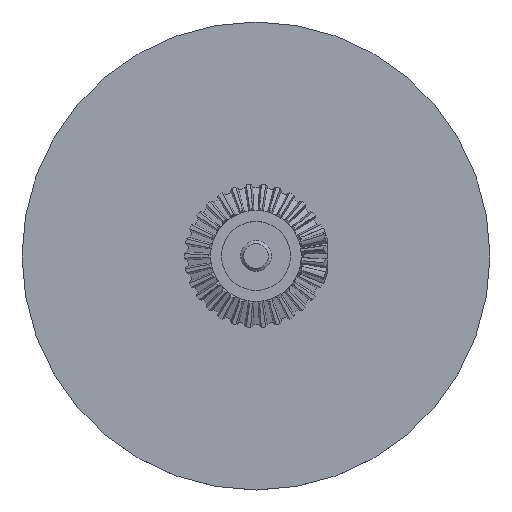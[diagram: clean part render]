
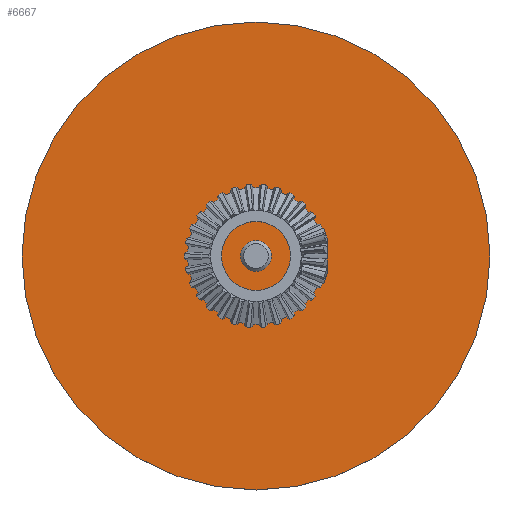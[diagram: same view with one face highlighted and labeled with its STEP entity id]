
A CAD part, top view. The second image highlights one B-rep face of the part: STEP entity #6667.
In plain terms, the highlighted planar face has unit normal (0, 0, 1).
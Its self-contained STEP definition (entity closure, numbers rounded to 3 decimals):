
#1237=FACE_BOUND('',#1972,.T.);
#1240=PLANE('',#7038);
#1556=FACE_OUTER_BOUND('',#1971,.T.);
#1971=EDGE_LOOP('',(#5690));
#1972=EDGE_LOOP('',(#5691));
#2215=CIRCLE('',#7034,4.95);
#2218=CIRCLE('',#7039,75.);
#2775=VERTEX_POINT('',#21988);
#2778=VERTEX_POINT('',#21998);
#3768=EDGE_CURVE('',#2775,#2775,#2215,.T.);
#3773=EDGE_CURVE('',#2778,#2778,#2218,.T.);
#5690=ORIENTED_EDGE('',*,*,#3773,.T.);
#5691=ORIENTED_EDGE('',*,*,#3768,.F.);
#6667=ADVANCED_FACE('',(#1556,#1237),#1240,.T.);
#7034=AXIS2_PLACEMENT_3D('',#21989,#7571,#7572);
#7038=AXIS2_PLACEMENT_3D('',#21997,#7581,#7582);
#7039=AXIS2_PLACEMENT_3D('',#21999,#7583,#7584);
#7571=DIRECTION('center_axis',(0.,0.,1.));
#7572=DIRECTION('ref_axis',(-1.,0.,0.));
#7581=DIRECTION('center_axis',(0.,0.,1.));
#7582=DIRECTION('ref_axis',(1.,0.,0.));
#7583=DIRECTION('center_axis',(0.,0.,1.));
#7584=DIRECTION('ref_axis',(1.,0.,0.));
#21988=CARTESIAN_POINT('',(4.95,0.,2.5));
#21989=CARTESIAN_POINT('Origin',(0.,0.,2.5));
#21997=CARTESIAN_POINT('Origin',(0.,0.,2.5));
#21998=CARTESIAN_POINT('',(-75.,0.,2.5));
#21999=CARTESIAN_POINT('Origin',(0.,0.,2.5));
